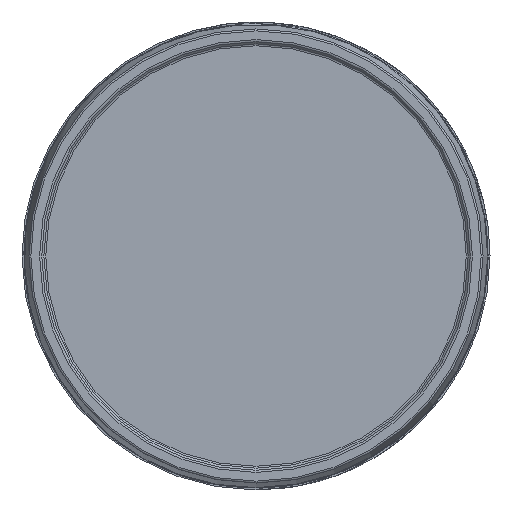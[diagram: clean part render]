
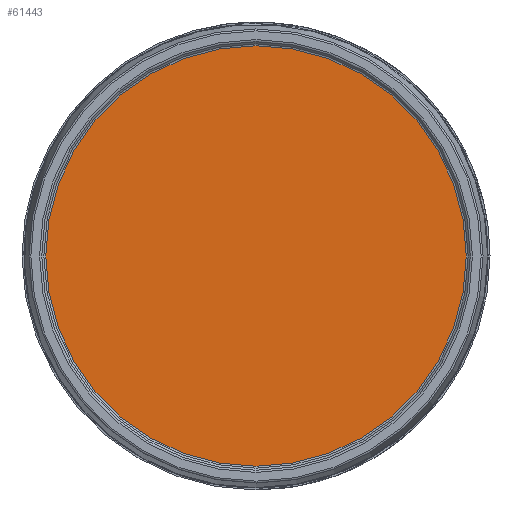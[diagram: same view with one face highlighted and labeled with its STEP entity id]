
A CAD part, front view. The second image highlights one B-rep face of the part: STEP entity #61443.
In plain terms, the highlighted planar face has unit normal (0, -1, 0).
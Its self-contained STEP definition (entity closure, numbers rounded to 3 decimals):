
#61427=CARTESIAN_POINT('',(-0.,-24.247,-28.));
#61428=DIRECTION('',(-0.,-1.,-0.));
#61429=DIRECTION('',(-1.,0.,-0.));
#61430=AXIS2_PLACEMENT_3D('',#61427,#61428,#61429);
#61431=PLANE('',#61430);
#61432=CARTESIAN_POINT('',(27.855,-24.247,-0.));
#61433=VERTEX_POINT('',#61432);
#61434=CARTESIAN_POINT('',(-0.,-24.247,-0.));
#61435=DIRECTION('',(-0.,-1.,-0.));
#61436=DIRECTION('',(1.,-0.,0.));
#61437=AXIS2_PLACEMENT_3D('',#61434,#61435,#61436);
#61438=CIRCLE('',#61437,27.855);
#61439=EDGE_CURVE('',#61433,#61433,#61438,.T.);
#61440=ORIENTED_EDGE('',*,*,#61439,.T.);
#61441=EDGE_LOOP('',(#61440));
#61442=FACE_BOUND('',#61441,.T.);
#61443=ADVANCED_FACE('',(#61442),#61431,.T.);
